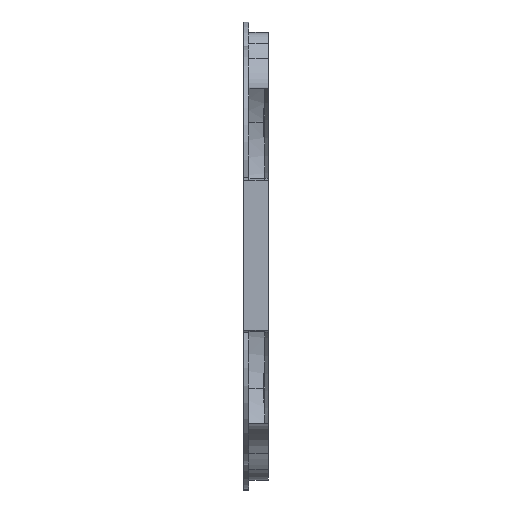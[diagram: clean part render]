
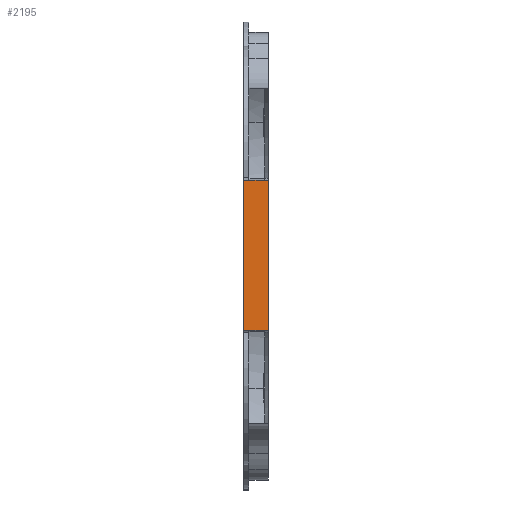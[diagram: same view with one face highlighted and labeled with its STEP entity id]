
A CAD part, top view. The second image highlights one B-rep face of the part: STEP entity #2195.
In plain terms, the highlighted planar face has unit normal (0, 0, 1).
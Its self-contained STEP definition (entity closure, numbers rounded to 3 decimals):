
#89=PLANE('',#2452);
#183=FACE_OUTER_BOUND('',#313,.T.);
#313=EDGE_LOOP('',(#1909,#1910,#1911,#1912));
#360=LINE('',#3243,#533);
#382=LINE('',#3345,#555);
#479=LINE('',#3692,#652);
#501=LINE('',#3797,#674);
#533=VECTOR('',#2537,10.);
#555=VECTOR('',#2619,10.);
#652=VECTOR('',#2966,10.);
#674=VECTOR('',#3086,10.);
#861=VERTEX_POINT('',#3240);
#862=VERTEX_POINT('',#3242);
#908=VERTEX_POINT('',#3342);
#909=VERTEX_POINT('',#3344);
#1071=EDGE_CURVE('',#862,#861,#360,.T.);
#1121=EDGE_CURVE('',#909,#908,#382,.T.);
#1297=EDGE_CURVE('',#862,#908,#479,.T.);
#1345=EDGE_CURVE('',#861,#909,#501,.T.);
#1909=ORIENTED_EDGE('',*,*,#1071,.T.);
#1910=ORIENTED_EDGE('',*,*,#1345,.T.);
#1911=ORIENTED_EDGE('',*,*,#1121,.T.);
#1912=ORIENTED_EDGE('',*,*,#1297,.F.);
#2195=ADVANCED_FACE('',(#183),#89,.T.);
#2452=AXIS2_PLACEMENT_3D('',#3796,#3084,#3085);
#2537=DIRECTION('',(0.,1.,0.));
#2619=DIRECTION('',(0.,-1.,0.));
#2966=DIRECTION('',(-1.,0.,0.));
#3084=DIRECTION('center_axis',(0.,0.,1.));
#3085=DIRECTION('ref_axis',(0.,-1.,0.));
#3086=DIRECTION('',(-1.,0.,0.));
#3240=CARTESIAN_POINT('',(2.2,35.592,0.));
#3242=CARTESIAN_POINT('',(2.2,18.464,0.));
#3243=CARTESIAN_POINT('',(2.2,0.,0.));
#3342=CARTESIAN_POINT('',(-0.6,18.464,0.));
#3344=CARTESIAN_POINT('',(-0.6,35.592,0.));
#3345=CARTESIAN_POINT('',(-0.6,0.,0.));
#3692=CARTESIAN_POINT('',(1.9,18.464,0.));
#3796=CARTESIAN_POINT('Origin',(1.6,54.057,0.));
#3797=CARTESIAN_POINT('',(1.9,35.592,0.));
